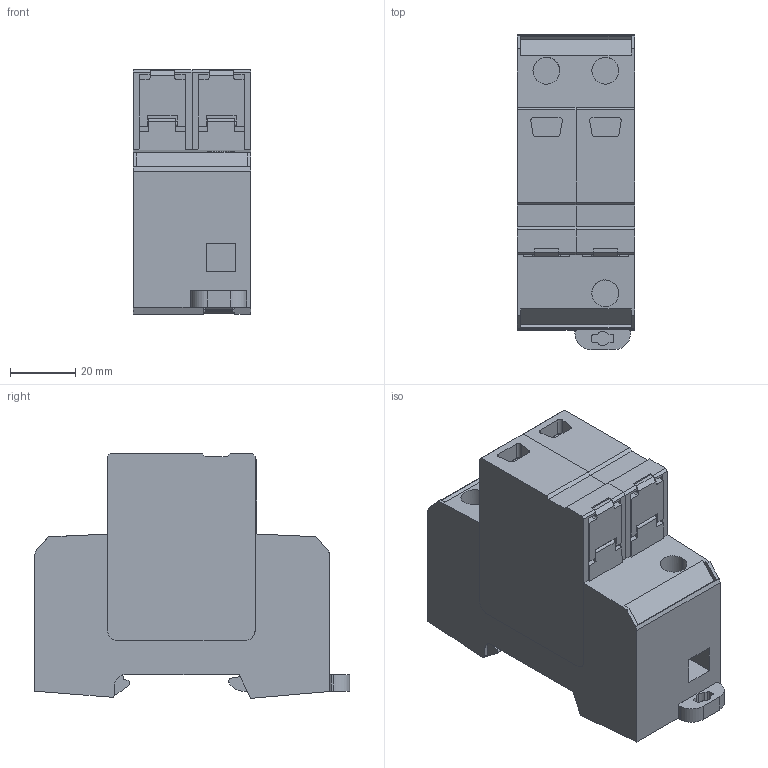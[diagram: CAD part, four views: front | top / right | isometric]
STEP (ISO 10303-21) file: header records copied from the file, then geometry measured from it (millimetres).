
FILE_DESCRIPTION(('CATIA V5 STEP Exchange','CAx-IF Rec.Pracs.--- Model Styling and Organization---1.4--- 2014-01-23'),'2;1');
FILE_NAME ('D1418685_1', '2020-04-16T12:35:37+00:00', ('none'), ('Weidmueller'), 'CATIA Version 5-6 Release 2016 SP3 HF44', 'CATIA V5 STEP AP214', 'none');
FILE_SCHEMA(('AUTOMOTIVE_DESIGN { 1 0 10303 214 1 1 1 1 }'));
Length unit declared in the file: millimetre
Products named in the file (1): S3D_VPU_AC_II_US_1-1_XXX
Bounding box: 36 x 96.23 x 74.75 mm (x, y, z)
Volume: 181185.4 mm3; surface area: 46897.8 mm2
Topology: 16 solids, 16 shells, 477 faces, 1390 edges, 970 vertices
Faces by surface type: plane 352, cylinder 94, extrusion 31
Entity records: 16342 total; most frequent: CARTESIAN_POINT 3717, ORIENTED_EDGE 2780, DIRECTION 1982, EDGE_CURVE 1390, VECTOR 1083, LINE 1052, VERTEX_POINT 970, AXIS2_PLACEMENT_3D 553
